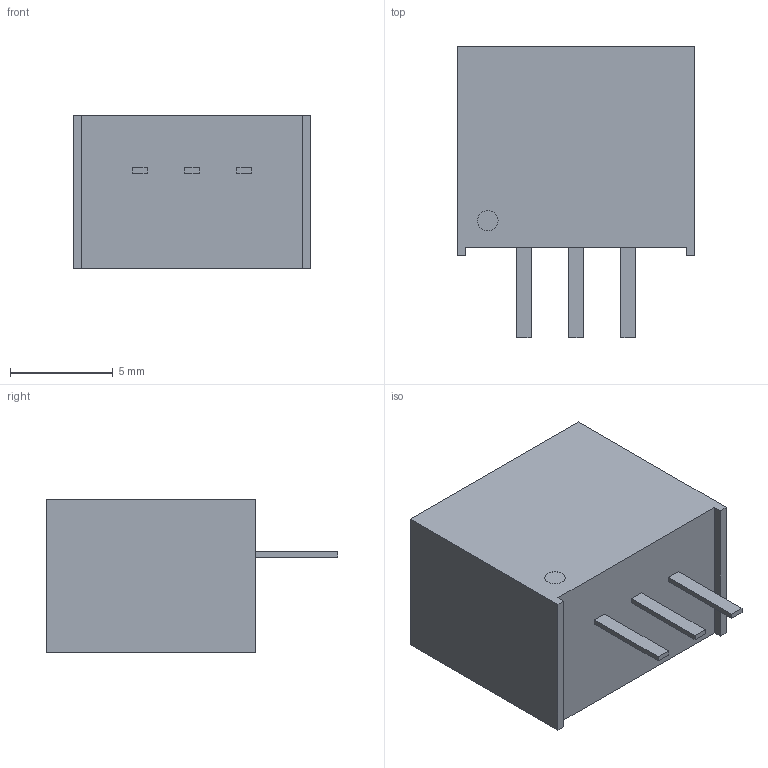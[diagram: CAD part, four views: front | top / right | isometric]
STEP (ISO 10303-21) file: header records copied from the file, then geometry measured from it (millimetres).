
FILE_DESCRIPTION (( 'STEP AP214' ), '1' );
FILE_NAME ('LC78_03-3.0.STEP', '2023-12-20T04:55:16', ( 'LENOVO' ), ( '' ), 'SwSTEP 2.0', 'SolidWorks 2021', '' );
FILE_SCHEMA (( 'AUTOMOTIVE_DESIGN' ));
Length unit declared in the file: millimetre
Products named in the file (1): LC78_03-3.0
Bounding box: 11.6 x 14.2 x 7.5 mm (x, y, z)
Volume: 857.3 mm3; surface area: 589 mm2
Topology: 5 solids, 5 shells, 35 faces, 72 edges, 48 vertices
Faces by surface type: plane 31, cylinder 4
Entity records: 984 total; most frequent: CARTESIAN_POINT 156, DIRECTION 152, ORIENTED_EDGE 144, EDGE_CURVE 72, VECTOR 64, LINE 64, VERTEX_POINT 48, AXIS2_PLACEMENT_3D 44
